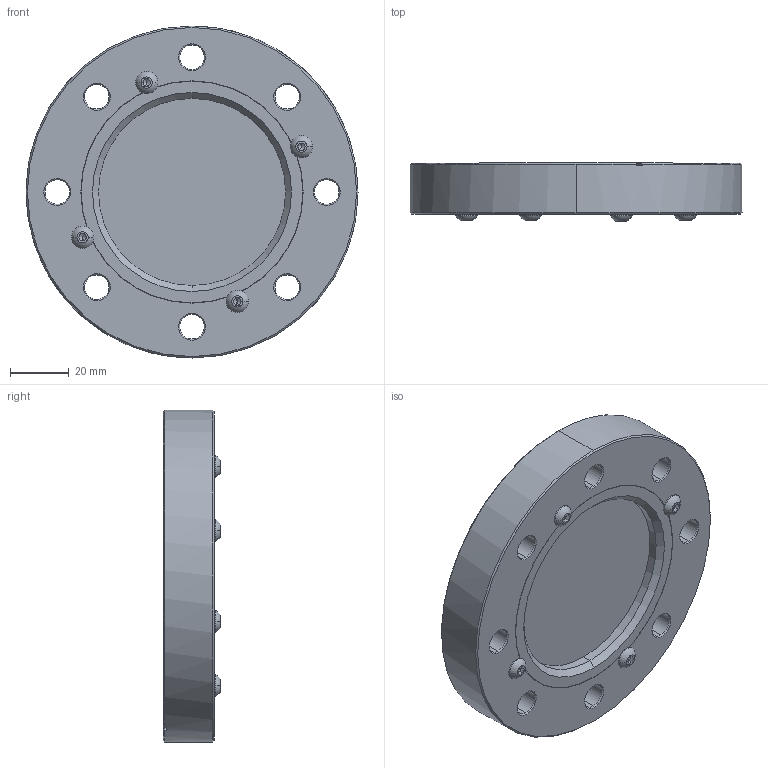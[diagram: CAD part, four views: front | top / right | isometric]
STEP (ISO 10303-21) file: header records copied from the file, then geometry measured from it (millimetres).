
FILE_DESCRIPTION (( 'STEP AP214' ), '1' );
FILE_NAME ('Hositrad_HVPEX-2500.STEP', '2019-02-04T15:30:55', ( '' ), ( '' ), 'SwSTEP 2.0', 'SolidWorks 2019', '' );
FILE_SCHEMA (( 'AUTOMOTIVE_DESIGN' ));
Length unit declared in the file: millimetre
Products named in the file (6): O-ring 70x3-10023882; socket button head screw_iso_ISO 7380 - M4 x 10 - 10N; Glass Substrate-70 x 5; Hositrad_HVPEX-2500; Ring-Clamping-2; CF63-RetainingRing Viewport
Assembly tree (8 placements, depth 2):
  Hositrad_HVPEX-2500
    CF63-RetainingRing Viewport
    Glass Substrate-70 x 5
    O-ring 70x3-10023882
    Ring-Clamping-2
    socket button head screw_iso_ISO 7380 - M4 x 10 - 10N  x4
Bounding box: 113.5 x 19.7 x 113.5 mm (x, y, z)
Volume: 125942.8 mm3; surface area: 43501.7 mm2
Topology: 8 solids, 8 shells, 227 faces, 512 edges, 297 vertices
Faces by surface type: plane 76, cone 69, cylinder 56, torus 18, sphere 8
Entity records: 4511 total; most frequent: DIRECTION 811, CARTESIAN_POINT 683, ORIENTED_EDGE 644, AXIS2_PLACEMENT_3D 336, EDGE_CURVE 322, VERTEX_POINT 192, CIRCLE 179, EDGE_LOOP 174
